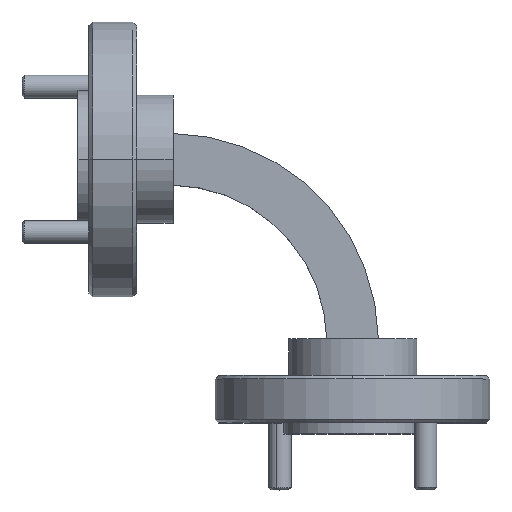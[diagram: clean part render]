
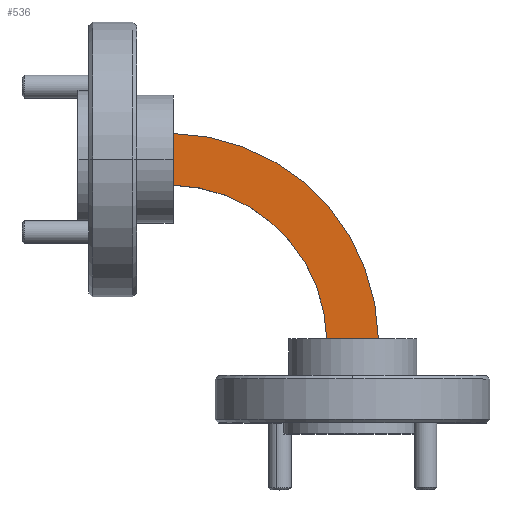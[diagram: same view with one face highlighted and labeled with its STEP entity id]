
A CAD part, top view. The second image highlights one B-rep face of the part: STEP entity #536.
In plain terms, the highlighted planar face has unit normal (0, 0, 1).
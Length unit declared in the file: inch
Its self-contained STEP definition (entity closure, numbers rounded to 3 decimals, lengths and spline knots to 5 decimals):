
#27 = CARTESIAN_POINT ( 'NONE',  ( -0.25968, -0.16693, 0.18162 ) ) ;
#234 = CARTESIAN_POINT ( 'NONE',  ( -0.11865, -0.16693, 0.18162 ) ) ;
#261 = CARTESIAN_POINT ( 'NONE',  ( -0.68907, -0.17693, 0.18162 ) ) ;
#268 = VERTEX_POINT ( 'NONE', #27 ) ;
#278 = PLANE ( 'NONE',  #695 ) ;
#436 = CIRCLE ( 'NONE', #3929, 0.4295 ) ;
#485 = VERTEX_POINT ( 'NONE', #234 ) ;
#535 = LINE ( 'NONE', #1358, #2544 ) ;
#536 = ADVANCED_FACE ( 'NONE', ( #2542 ), #278, .T. ) ;
#548 = EDGE_LOOP ( 'NONE', ( #1538, #2233, #4038, #3154 ) ) ;
#625 = DIRECTION ( 'NONE',  ( -1., 0., 0. ) ) ;
#638 = DIRECTION ( 'NONE',  ( 0., 0., 1. ) ) ;
#695 = AXIS2_PLACEMENT_3D ( 'NONE', #2646, #638, #2968 ) ;
#1042 = CARTESIAN_POINT ( 'NONE',  ( -0.68907, -0.17693, 0.18162 ) ) ;
#1207 = LINE ( 'NONE', #2565, #1987 ) ;
#1358 = CARTESIAN_POINT ( 'NONE',  ( -0.67907, 0.25257, 0.18162 ) ) ;
#1406 = DIRECTION ( 'NONE',  ( -1., 0., 0. ) ) ;
#1520 = VERTEX_POINT ( 'NONE', #3667 ) ;
#1538 = ORIENTED_EDGE ( 'NONE', *, *, #1960, .F. ) ;
#1830 = VERTEX_POINT ( 'NONE', #3166 ) ;
#1960 = EDGE_CURVE ( 'NONE', #485, #268, #1207, .T. ) ;
#1987 = VECTOR ( 'NONE', #4232, 39.37008 ) ;
#2005 = DIRECTION ( 'NONE',  ( 0., 1., 0. ) ) ;
#2059 = EDGE_CURVE ( 'NONE', #1830, #485, #4215, .T. ) ;
#2118 = EDGE_CURVE ( 'NONE', #1520, #1830, #535, .T. ) ;
#2182 = EDGE_CURVE ( 'NONE', #1520, #268, #436, .T. ) ;
#2233 = ORIENTED_EDGE ( 'NONE', *, *, #2059, .F. ) ;
#2542 = FACE_OUTER_BOUND ( 'NONE', #548, .T. ) ;
#2544 = VECTOR ( 'NONE', #2005, 39.37008 ) ;
#2565 = CARTESIAN_POINT ( 'NONE',  ( -0.68907, -0.16693, 0.18162 ) ) ;
#2625 = DIRECTION ( 'NONE',  ( 0., 0., -1. ) ) ;
#2646 = CARTESIAN_POINT ( 'NONE',  ( -0.68907, 0.25257, 0.18162 ) ) ;
#2968 = DIRECTION ( 'NONE',  ( 1., 0., 0. ) ) ;
#3154 = ORIENTED_EDGE ( 'NONE', *, *, #2182, .T. ) ;
#3166 = CARTESIAN_POINT ( 'NONE',  ( -0.67907, 0.39348, 0.18162 ) ) ;
#3366 = DIRECTION ( 'NONE',  ( 0., 0., -1. ) ) ;
#3667 = CARTESIAN_POINT ( 'NONE',  ( -0.67907, 0.25245, 0.18162 ) ) ;
#3929 = AXIS2_PLACEMENT_3D ( 'NONE', #1042, #3366, #1406 ) ;
#4038 = ORIENTED_EDGE ( 'NONE', *, *, #2118, .F. ) ;
#4215 = CIRCLE ( 'NONE', #4226, 0.5705 ) ;
#4226 = AXIS2_PLACEMENT_3D ( 'NONE', #261, #2625, #625 ) ;
#4232 = DIRECTION ( 'NONE',  ( -1., 0., 0. ) ) ;
